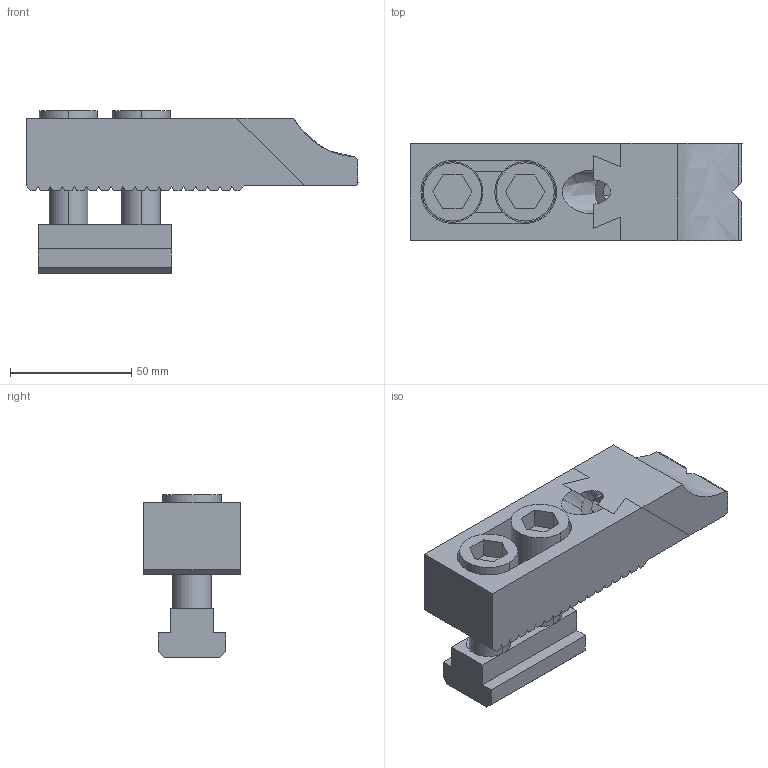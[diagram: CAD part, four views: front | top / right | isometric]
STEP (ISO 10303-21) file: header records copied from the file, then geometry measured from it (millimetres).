
FILE_DESCRIPTION (( 'STEP AP203' ), '1' );
FILE_NAME ('bj101-16130t.STEP', '2021-10-25T01:07:00', ( '' ), ( '' ), 'SwSTEP 2.0', 'SolidWorks 2020', '' );
FILE_SCHEMA (( 'CONFIG_CONTROL_DESIGN' ));
Length unit declared in the file: millimetre
Products named in the file (8): bj101-16130t_03; bj101-16130t_02; bj101-16130t_06; bj101-16130t_01; bj101-16130t_07; bj101-16130t; bj101-16130t_04; bj101-16130t_05
Assembly tree (7 placements, depth 2):
  bj101-16130t
    bj101-16130t_01
    bj101-16130t_02
    bj101-16130t_03
    bj101-16130t_04
    bj101-16130t_05
    bj101-16130t_06
    bj101-16130t_07
Bounding box: 137 x 40 x 67 mm (x, y, z)
Volume: 160688.8 mm3; surface area: 48432.7 mm2
Topology: 7 solids, 7 shells, 202 faces, 631 edges, 446 vertices
Faces by surface type: plane 163, cylinder 25, cone 8, bspline 6
Entity records: 8544 total; most frequent: CARTESIAN_POINT 2509, ORIENTED_EDGE 1262, DIRECTION 844, EDGE_CURVE 631, VERTEX_POINT 446, LINE 286, VECTOR 286, AXIS2_PLACEMENT_3D 279
